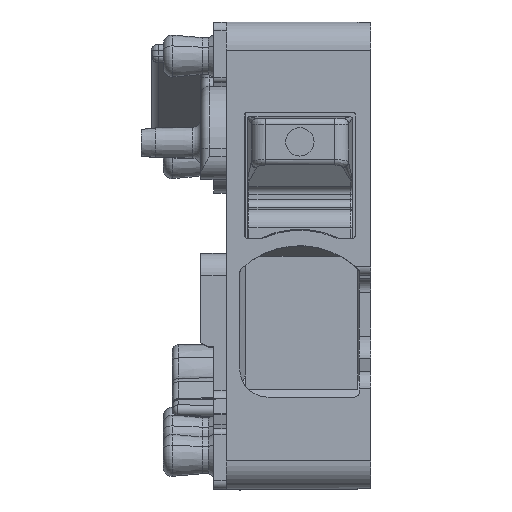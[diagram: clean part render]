
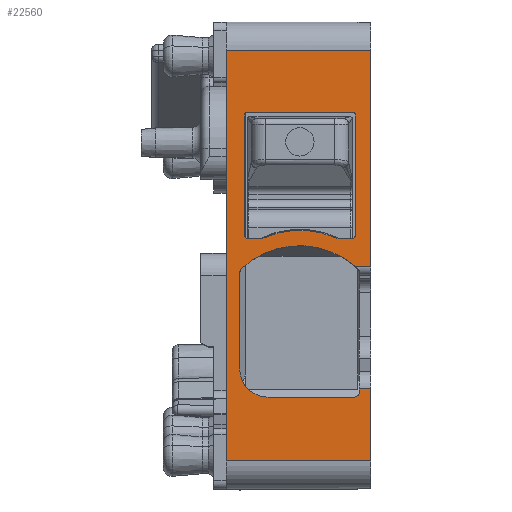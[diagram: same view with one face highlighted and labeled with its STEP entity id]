
A CAD part, top view. The second image highlights one B-rep face of the part: STEP entity #22560.
In plain terms, the highlighted planar face has unit normal (0, 0, 1).
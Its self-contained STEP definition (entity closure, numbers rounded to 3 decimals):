
#18887=AXIS2_PLACEMENT_3D('Circle Axis2P3D',#18885,#18886,$) ;
#18934=AXIS2_PLACEMENT_3D('Circle Axis2P3D',#18932,#18933,$) ;
#18959=AXIS2_PLACEMENT_3D('Circle Axis2P3D',#18957,#18958,$) ;
#18983=AXIS2_PLACEMENT_3D('Circle Axis2P3D',#18981,#18982,$) ;
#19028=AXIS2_PLACEMENT_3D('Circle Axis2P3D',#19026,#19027,$) ;
#19077=AXIS2_PLACEMENT_3D('Circle Axis2P3D',#19075,#19076,$) ;
#19125=AXIS2_PLACEMENT_3D('Circle Axis2P3D',#19123,#19124,$) ;
#19219=AXIS2_PLACEMENT_3D('Circle Axis2P3D',#19217,#19218,$) ;
#19249=AXIS2_PLACEMENT_3D('Circle Axis2P3D',#19247,#19248,$) ;
#19297=AXIS2_PLACEMENT_3D('Circle Axis2P3D',#19295,#19296,$) ;
#19349=AXIS2_PLACEMENT_3D('Circle Axis2P3D',#19347,#19348,$) ;
#22516=AXIS2_PLACEMENT_3D('Plane Axis2P3D',#22513,#22514,#22515) ;
#18882=CARTESIAN_POINT('Vertex',(3.65,8.95,44.65)) ;
#18885=CARTESIAN_POINT('Axis2P3D Location',(3.75,8.95,44.65)) ;
#18889=CARTESIAN_POINT('Vertex',(3.75,8.85,44.65)) ;
#18907=CARTESIAN_POINT('Line Origine',(3.975,8.85,44.65)) ;
#18911=CARTESIAN_POINT('Vertex',(4.2,8.85,44.65)) ;
#18932=CARTESIAN_POINT('Axis2P3D Location',(4.2,9.2,44.65)) ;
#18936=CARTESIAN_POINT('Vertex',(4.342,8.88,44.65)) ;
#18957=CARTESIAN_POINT('Axis2P3D Location',(5.6,6.047,44.65)) ;
#18961=CARTESIAN_POINT('Vertex',(6.858,8.88,44.65)) ;
#18981=CARTESIAN_POINT('Axis2P3D Location',(7.,9.2,44.65)) ;
#18985=CARTESIAN_POINT('Vertex',(7.,8.85,44.65)) ;
#19001=CARTESIAN_POINT('Line Origine',(7.225,8.85,44.65)) ;
#19005=CARTESIAN_POINT('Vertex',(7.45,8.85,44.65)) ;
#19026=CARTESIAN_POINT('Axis2P3D Location',(7.45,8.95,44.65)) ;
#19030=CARTESIAN_POINT('Vertex',(7.55,8.95,44.65)) ;
#19051=CARTESIAN_POINT('Line Origine',(7.55,11.1,44.65)) ;
#19055=CARTESIAN_POINT('Vertex',(7.55,13.25,44.65)) ;
#19075=CARTESIAN_POINT('Axis2P3D Location',(7.5,13.25,44.65)) ;
#19079=CARTESIAN_POINT('Vertex',(7.5,13.3,44.65)) ;
#19099=CARTESIAN_POINT('Line Origine',(5.6,13.3,44.65)) ;
#19103=CARTESIAN_POINT('Vertex',(3.7,13.3,44.65)) ;
#19123=CARTESIAN_POINT('Axis2P3D Location',(3.7,13.25,44.65)) ;
#19127=CARTESIAN_POINT('Vertex',(3.65,13.25,44.65)) ;
#19149=CARTESIAN_POINT('Line Origine',(3.65,11.1,44.65)) ;
#19183=CARTESIAN_POINT('Vertex',(7.56,7.86,44.65)) ;
#19195=CARTESIAN_POINT('Vertex',(8.1,7.86,44.65)) ;
#19198=CARTESIAN_POINT('Line Origine',(5.127,7.86,44.65)) ;
#19217=CARTESIAN_POINT('Axis2P3D Location',(5.588,5.6,44.65)) ;
#19221=CARTESIAN_POINT('Vertex',(3.538,7.791,44.65)) ;
#19247=CARTESIAN_POINT('Axis2P3D Location',(3.675,7.645,44.65)) ;
#19251=CARTESIAN_POINT('Vertex',(3.475,7.645,44.65)) ;
#19271=CARTESIAN_POINT('Line Origine',(3.475,5.948,44.65)) ;
#19275=CARTESIAN_POINT('Vertex',(3.475,4.25,44.65)) ;
#19295=CARTESIAN_POINT('Axis2P3D Location',(4.475,4.25,44.65)) ;
#19299=CARTESIAN_POINT('Vertex',(4.475,3.25,44.65)) ;
#19327=CARTESIAN_POINT('Vertex',(7.5,3.25,44.65)) ;
#19330=CARTESIAN_POINT('Line Origine',(5.988,3.25,44.65)) ;
#19347=CARTESIAN_POINT('Axis2P3D Location',(7.5,3.45,44.65)) ;
#19351=CARTESIAN_POINT('Vertex',(7.7,3.45,44.65)) ;
#19371=CARTESIAN_POINT('Line Origine',(7.7,3.5,44.65)) ;
#19375=CARTESIAN_POINT('Vertex',(7.7,3.55,44.65)) ;
#19403=CARTESIAN_POINT('Line Origine',(5.127,3.55,44.65)) ;
#19407=CARTESIAN_POINT('Vertex',(8.1,3.55,44.65)) ;
#19433=CARTESIAN_POINT('Vertex',(8.1,15.5,44.65)) ;
#19436=CARTESIAN_POINT('Line Origine',(8.1,11.68,44.65)) ;
#19441=CARTESIAN_POINT('Line Origine',(8.1,2.275,44.65)) ;
#19445=CARTESIAN_POINT('Vertex',(8.1,1.,44.65)) ;
#22496=CARTESIAN_POINT('Vertex',(3.,15.5,44.65)) ;
#22499=CARTESIAN_POINT('Line Origine',(5.55,15.5,44.65)) ;
#22513=CARTESIAN_POINT('Axis2P3D Location',(5.8,15.5,44.65)) ;
#22518=CARTESIAN_POINT('Line Origine',(5.55,1.,44.65)) ;
#22522=CARTESIAN_POINT('Vertex',(3.,1.,44.65)) ;
#22525=CARTESIAN_POINT('Line Origine',(3.,8.25,44.65)) ;
#18886=DIRECTION('Axis2P3D Direction',(0.,0.,-1.)) ;
#18908=DIRECTION('Vector Direction',(-1.,0.,0.)) ;
#18933=DIRECTION('Axis2P3D Direction',(0.,0.,-1.)) ;
#18958=DIRECTION('Axis2P3D Direction',(0.,0.,-1.)) ;
#18982=DIRECTION('Axis2P3D Direction',(0.,0.,-1.)) ;
#19002=DIRECTION('Vector Direction',(-1.,0.,0.)) ;
#19027=DIRECTION('Axis2P3D Direction',(0.,0.,-1.)) ;
#19052=DIRECTION('Vector Direction',(0.,-1.,0.)) ;
#19076=DIRECTION('Axis2P3D Direction',(0.,0.,-1.)) ;
#19100=DIRECTION('Vector Direction',(-1.,0.,0.)) ;
#19124=DIRECTION('Axis2P3D Direction',(0.,0.,-1.)) ;
#19150=DIRECTION('Vector Direction',(0.,-1.,0.)) ;
#19199=DIRECTION('Vector Direction',(-1.,0.,0.)) ;
#19218=DIRECTION('Axis2P3D Direction',(0.,0.,-1.)) ;
#19248=DIRECTION('Axis2P3D Direction',(0.,0.,-1.)) ;
#19272=DIRECTION('Vector Direction',(0.,1.,0.)) ;
#19296=DIRECTION('Axis2P3D Direction',(0.,0.,-1.)) ;
#19331=DIRECTION('Vector Direction',(-1.,0.,0.)) ;
#19348=DIRECTION('Axis2P3D Direction',(0.,0.,-1.)) ;
#19372=DIRECTION('Vector Direction',(0.,1.,0.)) ;
#19404=DIRECTION('Vector Direction',(-1.,0.,0.)) ;
#19437=DIRECTION('Vector Direction',(0.,-1.,0.)) ;
#19442=DIRECTION('Vector Direction',(0.,-1.,0.)) ;
#22500=DIRECTION('Vector Direction',(-1.,0.,0.)) ;
#22514=DIRECTION('Axis2P3D Direction',(0.,0.,1.)) ;
#22515=DIRECTION('Axis2P3D XDirection',(0.,-1.,0.)) ;
#22519=DIRECTION('Vector Direction',(-1.,0.,0.)) ;
#22526=DIRECTION('Vector Direction',(0.,1.,0.)) ;
#18909=VECTOR('Line Direction',#18908,1.) ;
#19003=VECTOR('Line Direction',#19002,1.) ;
#19053=VECTOR('Line Direction',#19052,1.) ;
#19101=VECTOR('Line Direction',#19100,1.) ;
#19151=VECTOR('Line Direction',#19150,1.) ;
#19200=VECTOR('Line Direction',#19199,1.) ;
#19273=VECTOR('Line Direction',#19272,1.) ;
#19332=VECTOR('Line Direction',#19331,1.) ;
#19373=VECTOR('Line Direction',#19372,1.) ;
#19405=VECTOR('Line Direction',#19404,1.) ;
#19438=VECTOR('Line Direction',#19437,1.) ;
#19443=VECTOR('Line Direction',#19442,1.) ;
#22501=VECTOR('Line Direction',#22500,1.) ;
#22520=VECTOR('Line Direction',#22519,1.) ;
#22527=VECTOR('Line Direction',#22526,1.) ;
#22531=ORIENTED_EDGE('',*,*,#22524,.F.) ;
#22532=ORIENTED_EDGE('',*,*,#19447,.F.) ;
#22533=ORIENTED_EDGE('',*,*,#19409,.F.) ;
#22534=ORIENTED_EDGE('',*,*,#19377,.F.) ;
#22535=ORIENTED_EDGE('',*,*,#19353,.F.) ;
#22536=ORIENTED_EDGE('',*,*,#19334,.T.) ;
#22537=ORIENTED_EDGE('',*,*,#19301,.F.) ;
#22538=ORIENTED_EDGE('',*,*,#19277,.T.) ;
#22539=ORIENTED_EDGE('',*,*,#19253,.F.) ;
#22540=ORIENTED_EDGE('',*,*,#19223,.F.) ;
#22541=ORIENTED_EDGE('',*,*,#19202,.T.) ;
#22542=ORIENTED_EDGE('',*,*,#19440,.F.) ;
#22543=ORIENTED_EDGE('',*,*,#22503,.T.) ;
#22544=ORIENTED_EDGE('',*,*,#22529,.F.) ;
#22547=ORIENTED_EDGE('',*,*,#19153,.T.) ;
#22548=ORIENTED_EDGE('',*,*,#19129,.F.) ;
#22549=ORIENTED_EDGE('',*,*,#19105,.F.) ;
#22550=ORIENTED_EDGE('',*,*,#19081,.F.) ;
#22551=ORIENTED_EDGE('',*,*,#19057,.F.) ;
#22552=ORIENTED_EDGE('',*,*,#19032,.F.) ;
#22553=ORIENTED_EDGE('',*,*,#19007,.T.) ;
#22554=ORIENTED_EDGE('',*,*,#18987,.F.) ;
#22555=ORIENTED_EDGE('',*,*,#18963,.F.) ;
#22556=ORIENTED_EDGE('',*,*,#18938,.F.) ;
#22557=ORIENTED_EDGE('',*,*,#18913,.T.) ;
#22558=ORIENTED_EDGE('',*,*,#18891,.F.) ;
#22559=FACE_BOUND('',#22546,.T.) ;
#22560=ADVANCED_FACE('Hauptk\X2\00F6\X0\rper',(#22545,#22559),#22517,.T.) ;
#18888=CIRCLE('generated circle',#18887,0.1) ;
#18935=CIRCLE('generated circle',#18934,0.35) ;
#18960=CIRCLE('generated circle',#18959,3.1) ;
#18984=CIRCLE('generated circle',#18983,0.35) ;
#19029=CIRCLE('generated circle',#19028,0.1) ;
#19078=CIRCLE('generated circle',#19077,0.05) ;
#19126=CIRCLE('generated circle',#19125,0.05) ;
#19220=CIRCLE('generated circle',#19219,3.) ;
#19250=CIRCLE('generated circle',#19249,0.2) ;
#19298=CIRCLE('generated circle',#19297,1.) ;
#19350=CIRCLE('generated circle',#19349,0.2) ;
#18891=EDGE_CURVE('',#18883,#18890,#18888,.F.) ;
#18913=EDGE_CURVE('',#18912,#18890,#18910,.T.) ;
#18938=EDGE_CURVE('',#18912,#18937,#18935,.F.) ;
#18963=EDGE_CURVE('',#18937,#18962,#18960,.T.) ;
#18987=EDGE_CURVE('',#18962,#18986,#18984,.F.) ;
#19007=EDGE_CURVE('',#19006,#18986,#19004,.T.) ;
#19032=EDGE_CURVE('',#19006,#19031,#19029,.F.) ;
#19057=EDGE_CURVE('',#19031,#19056,#19054,.F.) ;
#19081=EDGE_CURVE('',#19056,#19080,#19078,.F.) ;
#19105=EDGE_CURVE('',#19080,#19104,#19102,.T.) ;
#19129=EDGE_CURVE('',#19104,#19128,#19126,.F.) ;
#19153=EDGE_CURVE('',#18883,#19128,#19152,.F.) ;
#19202=EDGE_CURVE('',#19184,#19196,#19201,.F.) ;
#19223=EDGE_CURVE('',#19184,#19222,#19220,.F.) ;
#19253=EDGE_CURVE('',#19222,#19252,#19250,.F.) ;
#19277=EDGE_CURVE('',#19276,#19252,#19274,.T.) ;
#19301=EDGE_CURVE('',#19276,#19300,#19298,.F.) ;
#19334=EDGE_CURVE('',#19328,#19300,#19333,.T.) ;
#19353=EDGE_CURVE('',#19328,#19352,#19350,.F.) ;
#19377=EDGE_CURVE('',#19352,#19376,#19374,.T.) ;
#19409=EDGE_CURVE('',#19376,#19408,#19406,.F.) ;
#19440=EDGE_CURVE('',#19434,#19196,#19439,.T.) ;
#19447=EDGE_CURVE('',#19408,#19446,#19444,.T.) ;
#22503=EDGE_CURVE('',#19434,#22497,#22502,.T.) ;
#22524=EDGE_CURVE('',#19446,#22523,#22521,.T.) ;
#22529=EDGE_CURVE('',#22523,#22497,#22528,.T.) ;
#22530=EDGE_LOOP('',(#22531,#22532,#22533,#22534,#22535,#22536,#22537,#22538,#22539,#22540,#22541,#22542,#22543,#22544)) ;
#22546=EDGE_LOOP('',(#22547,#22548,#22549,#22550,#22551,#22552,#22553,#22554,#22555,#22556,#22557,#22558)) ;
#22545=FACE_OUTER_BOUND('',#22530,.T.) ;
#18910=LINE('Line',#18907,#18909) ;
#19004=LINE('Line',#19001,#19003) ;
#19054=LINE('Line',#19051,#19053) ;
#19102=LINE('Line',#19099,#19101) ;
#19152=LINE('Line',#19149,#19151) ;
#19201=LINE('Line',#19198,#19200) ;
#19274=LINE('Line',#19271,#19273) ;
#19333=LINE('Line',#19330,#19332) ;
#19374=LINE('Line',#19371,#19373) ;
#19406=LINE('Line',#19403,#19405) ;
#19439=LINE('Line',#19436,#19438) ;
#19444=LINE('Line',#19441,#19443) ;
#22502=LINE('Line',#22499,#22501) ;
#22521=LINE('Line',#22518,#22520) ;
#22528=LINE('Line',#22525,#22527) ;
#22517=PLANE('',#22516) ;
#18883=VERTEX_POINT('',#18882) ;
#18890=VERTEX_POINT('',#18889) ;
#18912=VERTEX_POINT('',#18911) ;
#18937=VERTEX_POINT('',#18936) ;
#18962=VERTEX_POINT('',#18961) ;
#18986=VERTEX_POINT('',#18985) ;
#19006=VERTEX_POINT('',#19005) ;
#19031=VERTEX_POINT('',#19030) ;
#19056=VERTEX_POINT('',#19055) ;
#19080=VERTEX_POINT('',#19079) ;
#19104=VERTEX_POINT('',#19103) ;
#19128=VERTEX_POINT('',#19127) ;
#19184=VERTEX_POINT('',#19183) ;
#19196=VERTEX_POINT('',#19195) ;
#19222=VERTEX_POINT('',#19221) ;
#19252=VERTEX_POINT('',#19251) ;
#19276=VERTEX_POINT('',#19275) ;
#19300=VERTEX_POINT('',#19299) ;
#19328=VERTEX_POINT('',#19327) ;
#19352=VERTEX_POINT('',#19351) ;
#19376=VERTEX_POINT('',#19375) ;
#19408=VERTEX_POINT('',#19407) ;
#19434=VERTEX_POINT('',#19433) ;
#19446=VERTEX_POINT('',#19445) ;
#22497=VERTEX_POINT('',#22496) ;
#22523=VERTEX_POINT('',#22522) ;
